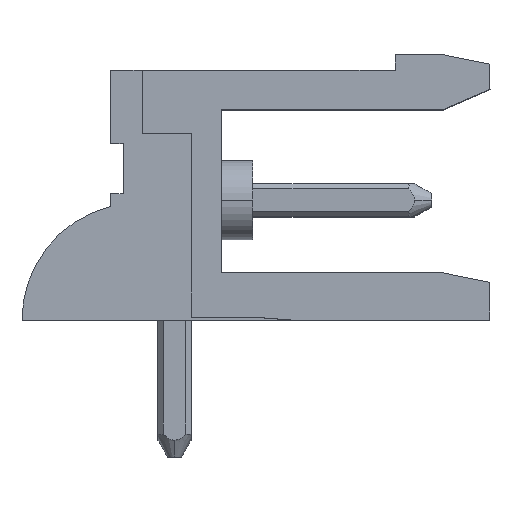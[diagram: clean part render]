
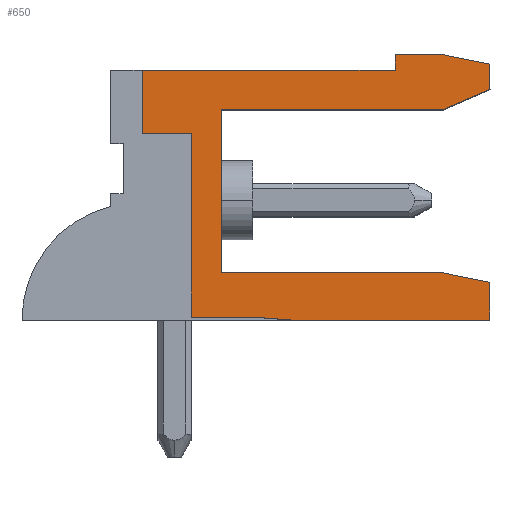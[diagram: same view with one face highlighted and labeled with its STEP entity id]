
A CAD part, top view. The second image highlights one B-rep face of the part: STEP entity #650.
In plain terms, the highlighted planar face has unit normal (0, 0, 1).
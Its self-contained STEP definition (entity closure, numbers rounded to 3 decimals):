
#47 = VERTEX_POINT ( 'NONE', #5718 ) ;
#79 = EDGE_CURVE ( 'NONE', #80, #3428, #5732, .T. ) ;
#80 = VERTEX_POINT ( 'NONE', #5728 ) ;
#104 = EDGE_CURVE ( 'NONE', #3478, #47, #5814, .T. ) ;
#370 = VERTEX_POINT ( 'NONE', #6203 ) ;
#372 = EDGE_CURVE ( 'NONE', #370, #373, #6202, .T. ) ;
#373 = VERTEX_POINT ( 'NONE', #6198 ) ;
#417 = VERTEX_POINT ( 'NONE', #6251 ) ;
#419 = EDGE_CURVE ( 'NONE', #417, #14621, #6250, .T. ) ;
#422 = EDGE_CURVE ( 'NONE', #373, #47, #6246, .T. ) ;
#431 = EDGE_CURVE ( 'NONE', #80, #491, #6295, .T. ) ;
#452 = EDGE_CURVE ( 'NONE', #484, #453, #6331, .T. ) ;
#453 = VERTEX_POINT ( 'NONE', #6327 ) ;
#483 = EDGE_CURVE ( 'NONE', #14616, #484, #6310, .T. ) ;
#484 = VERTEX_POINT ( 'NONE', #6306 ) ;
#491 = VERTEX_POINT ( 'NONE', #6366 ) ;
#494 = VERTEX_POINT ( 'NONE', #6361 ) ;
#496 = EDGE_CURVE ( 'NONE', #494, #417, #6360, .T. ) ;
#503 = VERTEX_POINT ( 'NONE', #6345 ) ;
#511 = EDGE_CURVE ( 'NONE', #503, #370, #6398, .T. ) ;
#520 = EDGE_CURVE ( 'NONE', #453, #521, #6388, .T. ) ;
#521 = VERTEX_POINT ( 'NONE', #6384 ) ;
#530 = EDGE_CURVE ( 'NONE', #521, #503, #6373, .T. ) ;
#580 = EDGE_CURVE ( 'NONE', #491, #581, #6494, .T. ) ;
#581 = VERTEX_POINT ( 'NONE', #6490 ) ;
#640 = ORIENTED_EDGE ( 'NONE', *, *, #431, .F. ) ;
#641 = ORIENTED_EDGE ( 'NONE', *, *, #79, .T. ) ;
#642 = ORIENTED_EDGE ( 'NONE', *, *, #3427, .T. ) ;
#643 = ORIENTED_EDGE ( 'NONE', *, *, #3480, .T. ) ;
#644 = ORIENTED_EDGE ( 'NONE', *, *, #104, .T. ) ;
#645 = ORIENTED_EDGE ( 'NONE', *, *, #422, .F. ) ;
#646 = ORIENTED_EDGE ( 'NONE', *, *, #372, .F. ) ;
#647 = ORIENTED_EDGE ( 'NONE', *, *, #511, .F. ) ;
#650 = ADVANCED_FACE ( 'NONE', ( #6555 ), #6550, .F. ) ;
#652 = EDGE_LOOP ( 'NONE', ( #653, #654, #655, #656, #657, #658, #659, #660, #14606, #640, #641, #642, #643, #644, #645, #646, #647 ) ) ;
#653 = ORIENTED_EDGE ( 'NONE', *, *, #530, .F. ) ;
#654 = ORIENTED_EDGE ( 'NONE', *, *, #520, .F. ) ;
#655 = ORIENTED_EDGE ( 'NONE', *, *, #452, .F. ) ;
#656 = ORIENTED_EDGE ( 'NONE', *, *, #483, .F. ) ;
#657 = ORIENTED_EDGE ( 'NONE', *, *, #14622, .T. ) ;
#658 = ORIENTED_EDGE ( 'NONE', *, *, #419, .F. ) ;
#659 = ORIENTED_EDGE ( 'NONE', *, *, #496, .F. ) ;
#660 = ORIENTED_EDGE ( 'NONE', *, *, #661, .F. ) ;
#661 = EDGE_CURVE ( 'NONE', #581, #494, #6545, .T. ) ;
#3425 = VERTEX_POINT ( 'NONE', #11021 ) ;
#3427 = EDGE_CURVE ( 'NONE', #3428, #3425, #11020, .T. ) ;
#3428 = VERTEX_POINT ( 'NONE', #11016 ) ;
#3478 = VERTEX_POINT ( 'NONE', #11063 ) ;
#3480 = EDGE_CURVE ( 'NONE', #3425, #3478, #11062, .T. ) ;
#5718 = CARTESIAN_POINT ( 'NONE',  ( 9., 7.8, 0. ) ) ;
#5728 = CARTESIAN_POINT ( 'NONE',  ( 12., 7.2, 0. ) ) ;
#5729 = DIRECTION ( 'NONE',  ( 0., 1., 0. ) ) ;
#5730 = VECTOR ( 'NONE', #5729, 1000. ) ;
#5731 = CARTESIAN_POINT ( 'NONE',  ( 12., 7.6, 0. ) ) ;
#5732 = LINE ( 'NONE', #5731, #5730 ) ;
#5811 = DIRECTION ( 'NONE',  ( 0., -1., 0. ) ) ;
#5812 = VECTOR ( 'NONE', #5811, 1000. ) ;
#5813 = CARTESIAN_POINT ( 'NONE',  ( 9., 8.05, 0. ) ) ;
#5814 = LINE ( 'NONE', #5813, #5812 ) ;
#6198 = CARTESIAN_POINT ( 'NONE',  ( 1., 7.8, 0. ) ) ;
#6199 = DIRECTION ( 'NONE',  ( 0., 1., 0. ) ) ;
#6200 = VECTOR ( 'NONE', #6199, 1000. ) ;
#6201 = CARTESIAN_POINT ( 'NONE',  ( 1., 4.1, 0. ) ) ;
#6202 = LINE ( 'NONE', #6201, #6200 ) ;
#6203 = CARTESIAN_POINT ( 'NONE',  ( 1., 5.8, 0. ) ) ;
#6243 = DIRECTION ( 'NONE',  ( 1., 0., 0. ) ) ;
#6244 = VECTOR ( 'NONE', #6243, 1000. ) ;
#6245 = CARTESIAN_POINT ( 'NONE',  ( 6.5, 7.8, 0. ) ) ;
#6246 = LINE ( 'NONE', #6245, #6244 ) ;
#6247 = DIRECTION ( 'NONE',  ( 0.981, -0.196, 0. ) ) ;
#6248 = VECTOR ( 'NONE', #6247, 1000. ) ;
#6249 = CARTESIAN_POINT ( 'NONE',  ( 12., 1.1, 0. ) ) ;
#6250 = LINE ( 'NONE', #6249, #6248 ) ;
#6251 = CARTESIAN_POINT ( 'NONE',  ( 10.5, 1.4, 0. ) ) ;
#6292 = DIRECTION ( 'NONE',  ( -0.918, -0.398, 0. ) ) ;
#6293 = VECTOR ( 'NONE', #6292, 1000. ) ;
#6294 = CARTESIAN_POINT ( 'NONE',  ( 10.5, 6.55, 0. ) ) ;
#6295 = LINE ( 'NONE', #6294, #6293 ) ;
#6306 = CARTESIAN_POINT ( 'NONE',  ( 5.8, -0.1, 0. ) ) ;
#6307 = DIRECTION ( 'NONE',  ( -1., 0., 0. ) ) ;
#6308 = VECTOR ( 'NONE', #6307, 1000. ) ;
#6309 = CARTESIAN_POINT ( 'NONE',  ( 6.5, -0.1, 0. ) ) ;
#6310 = LINE ( 'NONE', #6309, #6308 ) ;
#6327 = CARTESIAN_POINT ( 'NONE',  ( 4.5, 0., 0. ) ) ;
#6328 = DIRECTION ( 'NONE',  ( -0.997, 0.077, 0. ) ) ;
#6329 = VECTOR ( 'NONE', #6328, 1000. ) ;
#6330 = CARTESIAN_POINT ( 'NONE',  ( 4.5, 0., 0. ) ) ;
#6331 = LINE ( 'NONE', #6330, #6329 ) ;
#6345 = CARTESIAN_POINT ( 'NONE',  ( 2.55, 5.8, 0. ) ) ;
#6357 = DIRECTION ( 'NONE',  ( 1., 0., 0. ) ) ;
#6358 = VECTOR ( 'NONE', #6357, 1000. ) ;
#6359 = CARTESIAN_POINT ( 'NONE',  ( 6.5, 1.4, 0. ) ) ;
#6360 = LINE ( 'NONE', #6359, #6358 ) ;
#6361 = CARTESIAN_POINT ( 'NONE',  ( 3.5, 1.4, 0. ) ) ;
#6366 = CARTESIAN_POINT ( 'NONE',  ( 10.5, 6.55, 0. ) ) ;
#6371 = VECTOR ( 'NONE', #6434, 1000. ) ;
#6372 = CARTESIAN_POINT ( 'NONE',  ( 2.55, 4.1, 0. ) ) ;
#6373 = LINE ( 'NONE', #6372, #6371 ) ;
#6384 = CARTESIAN_POINT ( 'NONE',  ( 2.55, 0., 0. ) ) ;
#6385 = DIRECTION ( 'NONE',  ( -1., 0., 0. ) ) ;
#6386 = VECTOR ( 'NONE', #6385, 1000. ) ;
#6387 = CARTESIAN_POINT ( 'NONE',  ( 6.5, 0., 0. ) ) ;
#6388 = LINE ( 'NONE', #6387, #6386 ) ;
#6395 = DIRECTION ( 'NONE',  ( -1., 0., 0. ) ) ;
#6396 = VECTOR ( 'NONE', #6395, 1000. ) ;
#6397 = CARTESIAN_POINT ( 'NONE',  ( 6.5, 5.8, 0. ) ) ;
#6398 = LINE ( 'NONE', #6397, #6396 ) ;
#6434 = DIRECTION ( 'NONE',  ( 0., 1., 0. ) ) ;
#6490 = CARTESIAN_POINT ( 'NONE',  ( 3.5, 6.55, 0. ) ) ;
#6491 = DIRECTION ( 'NONE',  ( -1., 0., 0. ) ) ;
#6492 = VECTOR ( 'NONE', #6491, 1000. ) ;
#6493 = CARTESIAN_POINT ( 'NONE',  ( 6.5, 6.55, 0. ) ) ;
#6494 = LINE ( 'NONE', #6493, #6492 ) ;
#6542 = DIRECTION ( 'NONE',  ( 0., -1., 0. ) ) ;
#6543 = VECTOR ( 'NONE', #6542, 1000. ) ;
#6544 = CARTESIAN_POINT ( 'NONE',  ( 3.5, 3.668, 0. ) ) ;
#6545 = LINE ( 'NONE', #6544, #6543 ) ;
#6546 = DIRECTION ( 'NONE',  ( -1., 0., 0. ) ) ;
#6547 = DIRECTION ( 'NONE',  ( 0., 0., -1. ) ) ;
#6548 = CARTESIAN_POINT ( 'NONE',  ( 12., -0.1, 0. ) ) ;
#6549 = AXIS2_PLACEMENT_3D ( 'NONE', #6548, #6547, #6546 ) ;
#6550 = PLANE ( 'NONE',  #6549 ) ;
#6555 = FACE_OUTER_BOUND ( 'NONE', #652, .T. ) ;
#11016 = CARTESIAN_POINT ( 'NONE',  ( 12., 8., 0. ) ) ;
#11017 = DIRECTION ( 'NONE',  ( -0.981, 0.196, 0. ) ) ;
#11018 = VECTOR ( 'NONE', #11017, 1000. ) ;
#11019 = CARTESIAN_POINT ( 'NONE',  ( 11.25, 8.15, 0. ) ) ;
#11020 = LINE ( 'NONE', #11019, #11018 ) ;
#11021 = CARTESIAN_POINT ( 'NONE',  ( 10.5, 8.3, 0. ) ) ;
#11059 = DIRECTION ( 'NONE',  ( -1., 0., 0. ) ) ;
#11060 = VECTOR ( 'NONE', #11059, 1000. ) ;
#11061 = CARTESIAN_POINT ( 'NONE',  ( 9.75, 8.3, 0. ) ) ;
#11062 = LINE ( 'NONE', #11061, #11060 ) ;
#11063 = CARTESIAN_POINT ( 'NONE',  ( 9., 8.3, 0. ) ) ;
#14506 = DIRECTION ( 'NONE',  ( 0., 1., 0. ) ) ;
#14507 = VECTOR ( 'NONE', #14506, 1000. ) ;
#14508 = CARTESIAN_POINT ( 'NONE',  ( 12., 0.5, 0. ) ) ;
#14509 = LINE ( 'NONE', #14508, #14507 ) ;
#14510 = CARTESIAN_POINT ( 'NONE',  ( 12., 1.1, 0. ) ) ;
#14515 = CARTESIAN_POINT ( 'NONE',  ( 12., -0.1, 0. ) ) ;
#14606 = ORIENTED_EDGE ( 'NONE', *, *, #580, .F. ) ;
#14616 = VERTEX_POINT ( 'NONE', #14515 ) ;
#14621 = VERTEX_POINT ( 'NONE', #14510 ) ;
#14622 = EDGE_CURVE ( 'NONE', #14616, #14621, #14509, .T. ) ;
